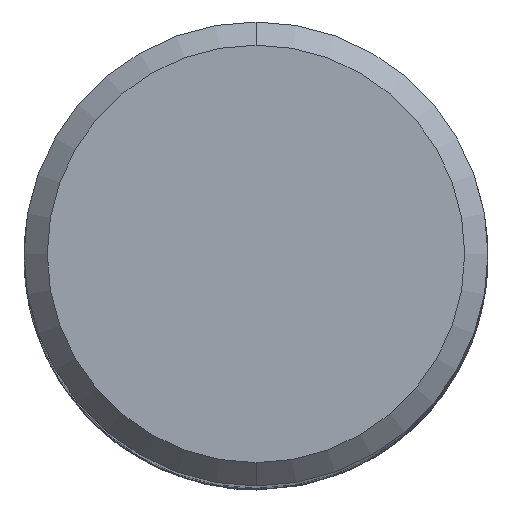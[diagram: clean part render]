
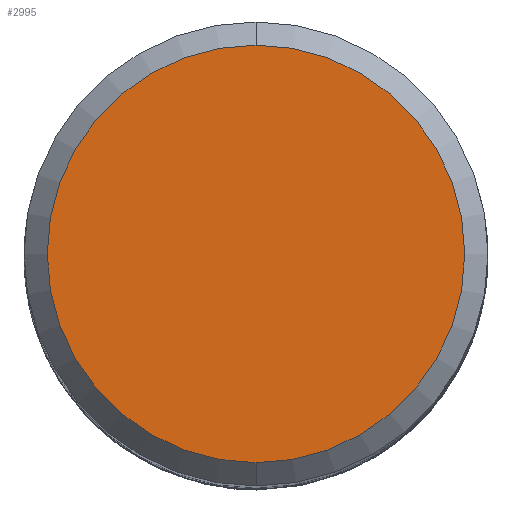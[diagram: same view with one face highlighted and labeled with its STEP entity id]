
A CAD part, top view. The second image highlights one B-rep face of the part: STEP entity #2995.
In plain terms, the highlighted planar face has unit normal (0, 0, 1).
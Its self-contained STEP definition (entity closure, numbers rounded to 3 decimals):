
#1895=VERTEX_POINT('',#5384);
#2047=EDGE_CURVE('',#1895,#5127,#5546,.T.);
#2995=ADVANCED_FACE('',(#6582),#6583,.T.);
#5017=EDGE_CURVE('',#5127,#1895,#8768,.T.);
#5127=VERTEX_POINT('',#8887);
#5384=CARTESIAN_POINT('',(0.0,9.0,0.0));
#5546=CIRCLE('',#11971,9.0);
#6582=FACE_OUTER_BOUND('',#23449,.T.);
#6583=PLANE('',#23450);
#8768=CIRCLE('',#49135,9.0);
#8887=CARTESIAN_POINT('',(0.,-9.0,0.0));
#11971=AXIS2_PLACEMENT_3D('',#51695,#51696,#51697);
#23449=EDGE_LOOP('',(#52861,#52862));
#23450=AXIS2_PLACEMENT_3D('',#52863,#52864,#52865);
#49135=AXIS2_PLACEMENT_3D('',#55102,#55103,#55104);
#51695=CARTESIAN_POINT('',(0.0,0.0,0.0));
#51696=DIRECTION('',(0.0,0.0,-1.0));
#51697=DIRECTION('',(0.0,1.0,0.0));
#52861=ORIENTED_EDGE('',*,*,#2047,.F.);
#52862=ORIENTED_EDGE('',*,*,#5017,.F.);
#52863=CARTESIAN_POINT('',(0.0,4.5,0.0));
#52864=DIRECTION('',(-0.0,0.0,1.0));
#52865=DIRECTION('',(0.0,-1.0,0.0));
#55102=CARTESIAN_POINT('',(0.0,0.0,0.0));
#55103=DIRECTION('',(0.0,0.0,-1.0));
#55104=DIRECTION('',(0.0,1.0,0.0));
